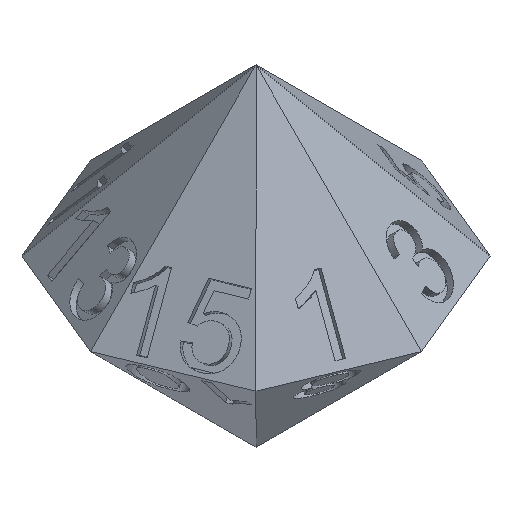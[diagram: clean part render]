
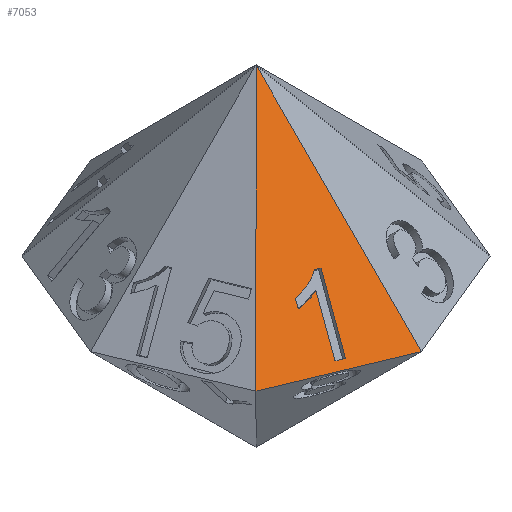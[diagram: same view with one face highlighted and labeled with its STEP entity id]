
A CAD part, isometric view. The second image highlights one B-rep face of the part: STEP entity #7053.
In plain terms, the highlighted planar face has unit normal (-0.281, -0.679, 0.679).
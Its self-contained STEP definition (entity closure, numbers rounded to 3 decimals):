
#5959=CARTESIAN_POINT('',(-0.,0.,12.5));
#5960=VERTEX_POINT('',#5959);
#6595=CARTESIAN_POINT('',(-0.,-12.5,0.));
#6596=VERTEX_POINT('',#6595);
#6603=CARTESIAN_POINT('',(-8.839,-8.839,0.));
#6604=VERTEX_POINT('',#6603);
#6605=CARTESIAN_POINT('',(-8.839,-8.839,0.));
#6606=DIRECTION('',(0.924,-0.383,0.));
#6607=VECTOR('',#6606,9.567);
#6608=LINE('',#6605,#6607);
#6609=EDGE_CURVE('',#6604,#6596,#6608,.T.);
#6967=CARTESIAN_POINT('',(-4.419,-10.669,0.));
#6968=DIRECTION('',(-0.281,-0.679,0.679));
#6969=DIRECTION('',(0.,-0.707,-0.707));
#6970=AXIS2_PLACEMENT_3D('',#6967,#6968,#6969);
#6971=PLANE('',#6970);
#6972=ORIENTED_EDGE('',*,*,#6609,.T.);
#6973=CARTESIAN_POINT('',(-0.,0.,12.5));
#6974=DIRECTION('',(-0.,-0.707,-0.707));
#6975=VECTOR('',#6974,17.678);
#6976=LINE('',#6973,#6975);
#6977=EDGE_CURVE('',#5960,#6596,#6976,.T.);
#6978=ORIENTED_EDGE('',*,*,#6977,.F.);
#6979=CARTESIAN_POINT('',(0.,-0.,12.5));
#6980=DIRECTION('',(-0.5,-0.5,-0.707));
#6981=VECTOR('',#6980,17.678);
#6982=LINE('',#6979,#6981);
#6983=EDGE_CURVE('',#5960,#6604,#6982,.T.);
#6984=ORIENTED_EDGE('',*,*,#6983,.T.);
#6985=EDGE_LOOP('',(#6972,#6978,#6984));
#6986=FACE_BOUND('',#6985,.T.);
#6987=CARTESIAN_POINT('',(-2.446,-7.367,4.12));
#6988=VERTEX_POINT('',#6987);
#6989=CARTESIAN_POINT('',(-3.749,-10.512,0.435));
#6990=VERTEX_POINT('',#6989);
#6991=CARTESIAN_POINT('',(-2.446,-7.367,4.12));
#6992=DIRECTION('',(-0.26,-0.627,-0.735));
#6993=VECTOR('',#6992,5.017);
#6994=LINE('',#6991,#6993);
#6995=EDGE_CURVE('',#6988,#6990,#6994,.T.);
#6996=ORIENTED_EDGE('',*,*,#6995,.T.);
#6997=CARTESIAN_POINT('',(-4.316,-10.277,0.435));
#6998=VERTEX_POINT('',#6997);
#6999=CARTESIAN_POINT('',(-3.749,-10.512,0.435));
#7000=DIRECTION('',(-0.924,0.383,0.));
#7001=VECTOR('',#7000,0.613);
#7002=LINE('',#6999,#7001);
#7003=EDGE_CURVE('',#6990,#6998,#7002,.T.);
#7004=ORIENTED_EDGE('',*,*,#7003,.T.);
#7005=CARTESIAN_POINT('',(-3.301,-7.827,3.306));
#7006=VERTEX_POINT('',#7005);
#7007=CARTESIAN_POINT('',(-4.316,-10.277,0.435));
#7008=DIRECTION('',(0.26,0.627,0.735));
#7009=VECTOR('',#7008,3.909);
#7010=LINE('',#7007,#7009);
#7011=EDGE_CURVE('',#6998,#7006,#7010,.T.);
#7012=ORIENTED_EDGE('',*,*,#7011,.T.);
#7013=CARTESIAN_POINT('',(-4.626,-7.821,2.763));
#7014=VERTEX_POINT('',#7013);
#7015=CARTESIAN_POINT('',(-3.301,-7.827,3.306));
#7016=CARTESIAN_POINT('',(-3.474,-7.858,3.203));
#7017=CARTESIAN_POINT('',(-3.689,-7.873,3.099));
#7018=CARTESIAN_POINT('',(-3.947,-7.869,2.996));
#7019=CARTESIAN_POINT('',(-4.205,-7.866,2.892));
#7020=CARTESIAN_POINT('',(-4.432,-7.85,2.815));
#7021=CARTESIAN_POINT('',(-4.626,-7.821,2.763));
#7022=B_SPLINE_CURVE_WITH_KNOTS('',3,(#7015,#7016,#7017,#7018,#7019,#7020,#7021),.UNSPECIFIED.,.F.,.F.,(4,3,4),(0.,0.5,1.),.UNSPECIFIED.);
#7023=EDGE_CURVE('',#7006,#7014,#7022,.T.);
#7024=ORIENTED_EDGE('',*,*,#7023,.T.);
#7025=CARTESIAN_POINT('',(-4.472,-7.449,3.199));
#7026=VERTEX_POINT('',#7025);
#7027=CARTESIAN_POINT('',(-4.626,-7.821,2.763));
#7028=DIRECTION('',(0.26,0.627,0.735));
#7029=VECTOR('',#7028,0.593);
#7030=LINE('',#7027,#7029);
#7031=EDGE_CURVE('',#7014,#7026,#7030,.T.);
#7032=ORIENTED_EDGE('',*,*,#7031,.T.);
#7033=CARTESIAN_POINT('',(-2.811,-7.216,4.12));
#7034=VERTEX_POINT('',#7033);
#7035=CARTESIAN_POINT('',(-4.472,-7.449,3.199));
#7036=CARTESIAN_POINT('',(-4.113,-7.479,3.317));
#7037=CARTESIAN_POINT('',(-3.786,-7.471,3.461));
#7038=CARTESIAN_POINT('',(-3.489,-7.426,3.629));
#7039=CARTESIAN_POINT('',(-3.192,-7.38,3.798));
#7040=CARTESIAN_POINT('',(-2.966,-7.31,3.961));
#7041=CARTESIAN_POINT('',(-2.811,-7.216,4.12));
#7042=B_SPLINE_CURVE_WITH_KNOTS('',3,(#7035,#7036,#7037,#7038,#7039,#7040,#7041),.UNSPECIFIED.,.F.,.F.,(4,3,4),(0.,0.5,1.),.UNSPECIFIED.);
#7043=EDGE_CURVE('',#7026,#7034,#7042,.T.);
#7044=ORIENTED_EDGE('',*,*,#7043,.T.);
#7045=CARTESIAN_POINT('',(-2.811,-7.216,4.12));
#7046=DIRECTION('',(0.924,-0.383,-0.));
#7047=VECTOR('',#7046,0.395);
#7048=LINE('',#7045,#7047);
#7049=EDGE_CURVE('',#7034,#6988,#7048,.T.);
#7050=ORIENTED_EDGE('',*,*,#7049,.T.);
#7051=EDGE_LOOP('',(#6996,#7004,#7012,#7024,#7032,#7044,#7050));
#7052=FACE_BOUND('',#7051,.T.);
#7053=ADVANCED_FACE('',(#6986,#7052),#6971,.T.);
